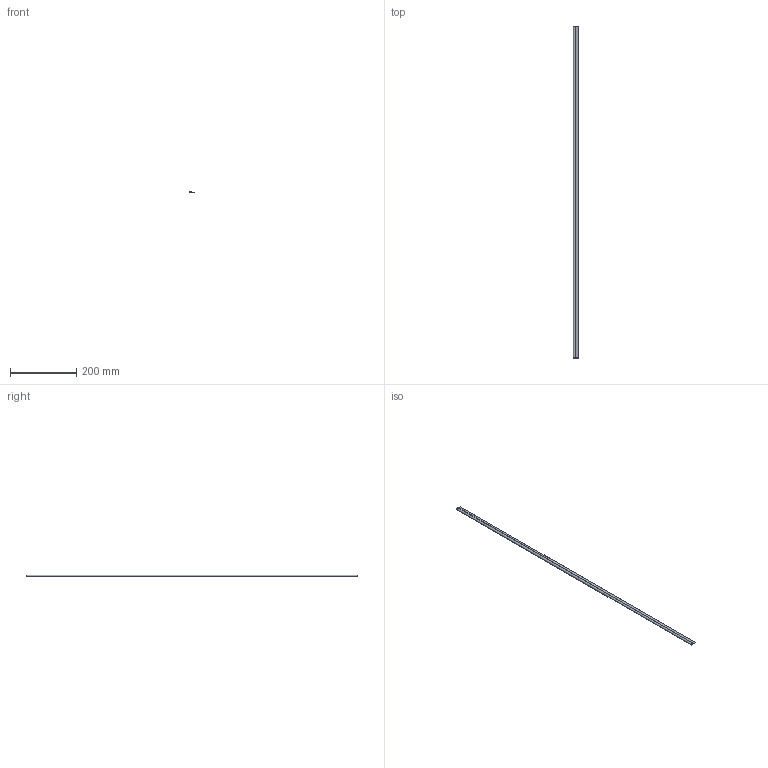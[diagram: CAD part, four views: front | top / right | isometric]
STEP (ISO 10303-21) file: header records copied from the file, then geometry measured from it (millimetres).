
FILE_DESCRIPTION(/* description */ ('Unknown'),/* implementation_level */ '2;1');
FILE_NAME(/* name */ '3081804599',/* time_stamp */ '2024-09-05T11:31:42+08:00',/* author */ ('Unknown'),/* organization */ ('Unknown'),/* preprocessor_version */ 'ST-DEVELOPER v19.4',/* originating_system */ 'Solid Edge',/* authorisation */ 'Unknown');
FILE_SCHEMA (('AUTOMOTIVE_DESIGN {1 0 10303 214 3 1 1}'));
Length unit declared in the file: millimetre
Products named in the file (5): 3081804599; NiCu-woven; Foam; Glue; Released Tape
Assembly tree (4 placements, depth 2):
  3081804599
    NiCu-woven
    Foam
    Glue
    Released Tape
Bounding box: 18 x 1000 x 4.7 mm (x, y, z)
Volume: 37557.2 mm3; surface area: 144778.3 mm2
Topology: 4 solids, 4 shells, 31 faces, 69 edges, 46 vertices
Faces by surface type: plane 28, cylinder 3
Entity records: 982 total; most frequent: CARTESIAN_POINT 151, DIRECTION 147, ORIENTED_EDGE 138, EDGE_CURVE 69, LINE 63, VECTOR 63, VERTEX_POINT 46, AXIS2_PLACEMENT_3D 42
